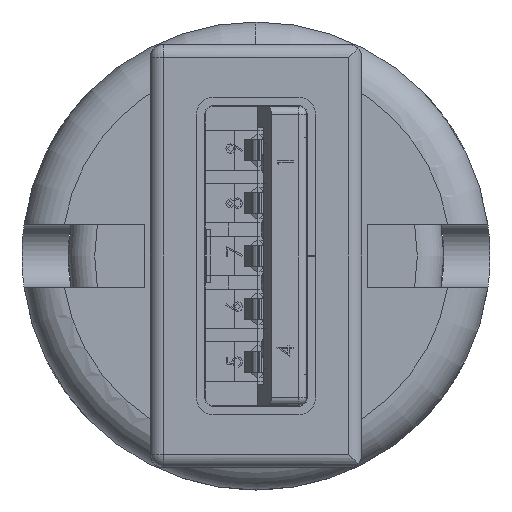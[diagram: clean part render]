
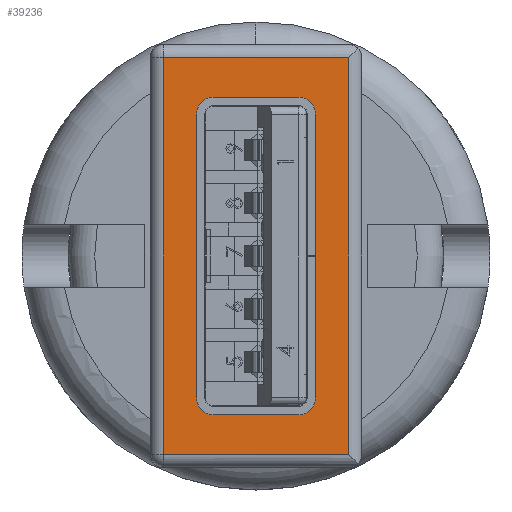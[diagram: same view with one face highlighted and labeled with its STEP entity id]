
A CAD part, left-side view. The second image highlights one B-rep face of the part: STEP entity #39236.
In plain terms, the highlighted face is planar.
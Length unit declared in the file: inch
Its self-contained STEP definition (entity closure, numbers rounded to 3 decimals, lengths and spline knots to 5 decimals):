
#1390 = ORIENTED_EDGE ( 'NONE', *, *, #17219, .T. ) ;
#1466 = ORIENTED_EDGE ( 'NONE', *, *, #25276, .T. ) ;
#1609 = VERTEX_POINT ( 'NONE', #44948 ) ;
#2614 = ORIENTED_EDGE ( 'NONE', *, *, #16938, .F. ) ;
#2792 = DIRECTION ( 'NONE',  ( 0., 0., 1. ) ) ;
#3029 = EDGE_CURVE ( 'NONE', #9315, #16055, #17383, .T. ) ;
#5082 = DIRECTION ( 'NONE',  ( -1., 0., 0. ) ) ;
#5302 = VERTEX_POINT ( 'NONE', #42819 ) ;
#6469 = CARTESIAN_POINT ( 'NONE',  ( -0.31496, 0.1378, -0.47244 ) ) ;
#8234 = DIRECTION ( 'NONE',  ( 0., 0., 1. ) ) ;
#8409 = CARTESIAN_POINT ( 'NONE',  ( -0.21102, -0.06339, -0.47244 ) ) ;
#8737 = CARTESIAN_POINT ( 'NONE',  ( -0.23622, 0.06339, -0.47244 ) ) ;
#8940 = DIRECTION ( 'NONE',  ( 0., 1., 0. ) ) ;
#8971 = CARTESIAN_POINT ( 'NONE',  ( 0.23622, 0.06339, -0.47244 ) ) ;
#9018 = VERTEX_POINT ( 'NONE', #11504 ) ;
#9092 = CARTESIAN_POINT ( 'NONE',  ( -0.23622, -0.06339, -0.47244 ) ) ;
#9315 = VERTEX_POINT ( 'NONE', #8737 ) ;
#9764 = DIRECTION ( 'NONE',  ( 0., 0., 1. ) ) ;
#9786 = CARTESIAN_POINT ( 'NONE',  ( -0.23622, -0.06339, -0.47244 ) ) ;
#10752 = AXIS2_PLACEMENT_3D ( 'NONE', #22055, #40020, #44543 ) ;
#10854 = LINE ( 'NONE', #18982, #23494 ) ;
#10962 = DIRECTION ( 'NONE',  ( -1., 0., 0. ) ) ;
#11504 = CARTESIAN_POINT ( 'NONE',  ( 0.21102, 0.08858, -0.47244 ) ) ;
#12356 = DIRECTION ( 'NONE',  ( 1., 0., 0. ) ) ;
#12479 = CARTESIAN_POINT ( 'NONE',  ( 0.31496, -0.1378, -0.47244 ) ) ;
#13249 = CARTESIAN_POINT ( 'NONE',  ( 0.23622, -0.06339, -0.47244 ) ) ;
#13741 = ORIENTED_EDGE ( 'NONE', *, *, #38442, .T. ) ;
#14744 = LINE ( 'NONE', #13249, #36399 ) ;
#15627 = CIRCLE ( 'NONE', #28179, 0.0252 ) ;
#15840 = LINE ( 'NONE', #27955, #30531 ) ;
#15880 = DIRECTION ( 'NONE',  ( -1., 0., 0. ) ) ;
#16055 = VERTEX_POINT ( 'NONE', #9786 ) ;
#16064 = FACE_OUTER_BOUND ( 'NONE', #19642, .T. ) ;
#16793 = ORIENTED_EDGE ( 'NONE', *, *, #55815, .F. ) ;
#16938 = EDGE_CURVE ( 'NONE', #16055, #35323, #51615, .T. ) ;
#17219 = EDGE_CURVE ( 'NONE', #52644, #35834, #15840, .T. ) ;
#17383 = LINE ( 'NONE', #9092, #31359 ) ;
#17712 = VERTEX_POINT ( 'NONE', #20875 ) ;
#18982 = CARTESIAN_POINT ( 'NONE',  ( -0.21102, 0.08858, -0.47244 ) ) ;
#19498 = VERTEX_POINT ( 'NONE', #34027 ) ;
#19642 = EDGE_LOOP ( 'NONE', ( #1466, #13741, #1390, #50995 ) ) ;
#19935 = DIRECTION ( 'NONE',  ( 1., 0., 0. ) ) ;
#20283 = DIRECTION ( 'NONE',  ( 0., -1., 0. ) ) ;
#20663 = AXIS2_PLACEMENT_3D ( 'NONE', #8409, #26026, #57757 ) ;
#20875 = CARTESIAN_POINT ( 'NONE',  ( 0.21102, -0.08858, -0.47244 ) ) ;
#21608 = CARTESIAN_POINT ( 'NONE',  ( 0.29528, -0.1378, -0.47244 ) ) ;
#22055 = CARTESIAN_POINT ( 'NONE',  ( 0.31496, 0.15748, -0.47244 ) ) ;
#22710 = VECTOR ( 'NONE', #10962, 39.37008 ) ;
#22894 = DIRECTION ( 'NONE',  ( -1., 0., 0. ) ) ;
#23370 = CARTESIAN_POINT ( 'NONE',  ( -0.29528, 0.1378, -0.47244 ) ) ;
#23494 = VECTOR ( 'NONE', #22894, 39.37008 ) ;
#23665 = DIRECTION ( 'NONE',  ( 0., 1., 0. ) ) ;
#23942 = CARTESIAN_POINT ( 'NONE',  ( -0.21102, -0.08858, -0.47244 ) ) ;
#24962 = CARTESIAN_POINT ( 'NONE',  ( -0.29528, -0.15748, -0.47244 ) ) ;
#25276 = EDGE_CURVE ( 'NONE', #47954, #1609, #29695, .T. ) ;
#26026 = DIRECTION ( 'NONE',  ( 0., 0., 1. ) ) ;
#26377 = EDGE_CURVE ( 'NONE', #33207, #9018, #15627, .T. ) ;
#26852 = ORIENTED_EDGE ( 'NONE', *, *, #26377, .F. ) ;
#27467 = CIRCLE ( 'NONE', #29101, 0.0252 ) ;
#27955 = CARTESIAN_POINT ( 'NONE',  ( 0.29528, 0.15748, -0.47244 ) ) ;
#28179 = AXIS2_PLACEMENT_3D ( 'NONE', #42270, #2792, #15880 ) ;
#28652 = FACE_BOUND ( 'NONE', #45487, .T. ) ;
#29101 = AXIS2_PLACEMENT_3D ( 'NONE', #43846, #8234, #12356 ) ;
#29615 = ORIENTED_EDGE ( 'NONE', *, *, #57610, .F. ) ;
#29695 = LINE ( 'NONE', #24962, #53551 ) ;
#30531 = VECTOR ( 'NONE', #23665, 39.37008 ) ;
#30598 = EDGE_CURVE ( 'NONE', #35834, #47954, #43002, .T. ) ;
#31359 = VECTOR ( 'NONE', #39981, 39.37008 ) ;
#33207 = VERTEX_POINT ( 'NONE', #8971 ) ;
#34027 = CARTESIAN_POINT ( 'NONE',  ( -0.21102, 0.08858, -0.47244 ) ) ;
#35323 = VERTEX_POINT ( 'NONE', #23942 ) ;
#35834 = VERTEX_POINT ( 'NONE', #41232 ) ;
#36399 = VECTOR ( 'NONE', #8940, 39.37008 ) ;
#36560 = CARTESIAN_POINT ( 'NONE',  ( -0.21102, 0.06339, -0.47244 ) ) ;
#38014 = EDGE_CURVE ( 'NONE', #17712, #5302, #27467, .T. ) ;
#38442 = EDGE_CURVE ( 'NONE', #1609, #52644, #51235, .T. ) ;
#38624 = ORIENTED_EDGE ( 'NONE', *, *, #38014, .F. ) ;
#39236 = ADVANCED_FACE ( '?1', ( #28652, #16064 ), #44352, .F. ) ;
#39702 = EDGE_CURVE ( 'NONE', #19498, #9315, #40524, .T. ) ;
#39981 = DIRECTION ( 'NONE',  ( 0., -1., 0. ) ) ;
#40020 = DIRECTION ( 'NONE',  ( 0., 0., -1. ) ) ;
#40524 = CIRCLE ( 'NONE', #55771, 0.0252 ) ;
#41232 = CARTESIAN_POINT ( 'NONE',  ( 0.29528, 0.1378, -0.47244 ) ) ;
#41611 = ORIENTED_EDGE ( 'NONE', *, *, #39702, .F. ) ;
#42270 = CARTESIAN_POINT ( 'NONE',  ( 0.21102, 0.06339, -0.47244 ) ) ;
#42819 = CARTESIAN_POINT ( 'NONE',  ( 0.23622, -0.06339, -0.47244 ) ) ;
#43002 = LINE ( 'NONE', #6469, #22710 ) ;
#43433 = ORIENTED_EDGE ( 'NONE', *, *, #3029, .F. ) ;
#43782 = DIRECTION ( 'NONE',  ( 1., 0., 0. ) ) ;
#43846 = CARTESIAN_POINT ( 'NONE',  ( 0.21102, -0.06339, -0.47244 ) ) ;
#44352 = PLANE ( 'NONE',  #10752 ) ;
#44543 = DIRECTION ( 'NONE',  ( -1., 0., 0. ) ) ;
#44948 = CARTESIAN_POINT ( 'NONE',  ( -0.29528, -0.1378, -0.47244 ) ) ;
#45397 = EDGE_CURVE ( 'NONE', #5302, #33207, #14744, .T. ) ;
#45436 = VECTOR ( 'NONE', #19935, 39.37008 ) ;
#45487 = EDGE_LOOP ( 'NONE', ( #16793, #26852, #46390, #38624, #29615, #2614, #43433, #41611 ) ) ;
#46390 = ORIENTED_EDGE ( 'NONE', *, *, #45397, .F. ) ;
#47304 = CARTESIAN_POINT ( 'NONE',  ( -0.21102, -0.08858, -0.47244 ) ) ;
#47954 = VERTEX_POINT ( 'NONE', #23370 ) ;
#49129 = VECTOR ( 'NONE', #43782, 39.37008 ) ;
#50995 = ORIENTED_EDGE ( 'NONE', *, *, #30598, .T. ) ;
#51235 = LINE ( 'NONE', #12479, #49129 ) ;
#51615 = CIRCLE ( 'NONE', #20663, 0.0252 ) ;
#52644 = VERTEX_POINT ( 'NONE', #21608 ) ;
#53551 = VECTOR ( 'NONE', #20283, 39.37008 ) ;
#53918 = LINE ( 'NONE', #47304, #45436 ) ;
#55771 = AXIS2_PLACEMENT_3D ( 'NONE', #36560, #9764, #5082 ) ;
#55815 = EDGE_CURVE ( 'NONE', #9018, #19498, #10854, .T. ) ;
#57610 = EDGE_CURVE ( 'NONE', #35323, #17712, #53918, .T. ) ;
#57757 = DIRECTION ( 'NONE',  ( -1., 0., 0. ) ) ;
